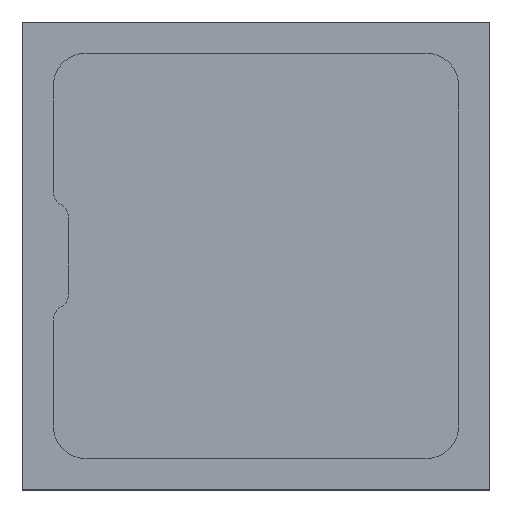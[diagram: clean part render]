
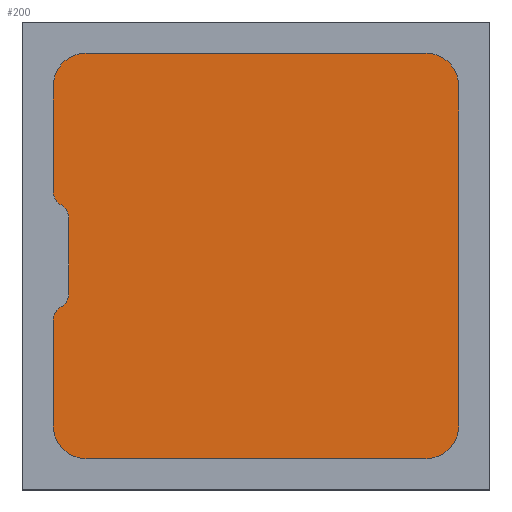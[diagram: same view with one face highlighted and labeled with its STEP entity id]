
A CAD part, top view. The second image highlights one B-rep face of the part: STEP entity #200.
In plain terms, the highlighted planar face has unit normal (0, 0, 1).
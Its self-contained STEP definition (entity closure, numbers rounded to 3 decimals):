
#3 = DIRECTION ( 'NONE',  ( 1., 0., 0. ) ) ;
#6 = DIRECTION ( 'NONE',  ( 1., 0., 0. ) ) ;
#18 = DIRECTION ( 'NONE',  ( 0., 1., 0. ) ) ;
#21 = CARTESIAN_POINT ( 'NONE',  ( -1.3, -0.413, 0.05 ) ) ;
#23 = EDGE_CURVE ( 'NONE', #864, #1442, #329, .T. ) ;
#48 = CIRCLE ( 'NONE', #1790, 0.21 ) ;
#54 = ORIENTED_EDGE ( 'NONE', *, *, #1320, .T. ) ;
#98 = AXIS2_PLACEMENT_3D ( 'NONE', #1328, #875, #1180 ) ;
#118 = VERTEX_POINT ( 'NONE', #1464 ) ;
#130 = CARTESIAN_POINT ( 'NONE',  ( -1.3, 0.413, 0.05 ) ) ;
#135 = CARTESIAN_POINT ( 'NONE',  ( 1.09, 1.09, 0.05 ) ) ;
#169 = CARTESIAN_POINT ( 'NONE',  ( -1.3, -0.24, 0.05 ) ) ;
#170 = EDGE_CURVE ( 'NONE', #118, #1867, #48, .T. ) ;
#177 = VECTOR ( 'NONE', #843, 1000. ) ;
#186 = DIRECTION ( 'NONE',  ( 0., -1., 0. ) ) ;
#194 = CARTESIAN_POINT ( 'NONE',  ( 1.3, 1.09, 0.05 ) ) ;
#196 = CARTESIAN_POINT ( 'NONE',  ( 1.3, -1.09, 0.05 ) ) ;
#199 = LINE ( 'NONE', #1114, #1157 ) ;
#200 = ADVANCED_FACE ( 'NONE', ( #688 ), #908, .F. ) ;
#242 = VECTOR ( 'NONE', #18, 1000. ) ;
#250 = CIRCLE ( 'NONE', #824, 0.21 ) ;
#252 = CARTESIAN_POINT ( 'NONE',  ( 1.09, 1.3, 0.05 ) ) ;
#296 = LINE ( 'NONE', #387, #177 ) ;
#306 = CARTESIAN_POINT ( 'NONE',  ( -1.3, 1.09, 0.05 ) ) ;
#329 = CIRCLE ( 'NONE', #666, 0.1 ) ;
#335 = CIRCLE ( 'NONE', #1468, 0.1 ) ;
#345 = EDGE_CURVE ( 'NONE', #1920, #692, #1572, .T. ) ;
#387 = CARTESIAN_POINT ( 'NONE',  ( -1.09, 1.3, 0.05 ) ) ;
#390 = CARTESIAN_POINT ( 'NONE',  ( 1.09, 1.09, 0.05 ) ) ;
#420 = CIRCLE ( 'NONE', #1322, 0.21 ) ;
#450 = DIRECTION ( 'NONE',  ( 0., 0., 1. ) ) ;
#480 = VERTEX_POINT ( 'NONE', #196 ) ;
#521 = LINE ( 'NONE', #21, #883 ) ;
#533 = ORIENTED_EDGE ( 'NONE', *, *, #1860, .T. ) ;
#537 = CARTESIAN_POINT ( 'NONE',  ( -1.3, 1.09, 0.05 ) ) ;
#574 = CARTESIAN_POINT ( 'NONE',  ( -1.3, 0.24, 0.05 ) ) ;
#577 = DIRECTION ( 'NONE',  ( 0., 0., 1. ) ) ;
#579 = CARTESIAN_POINT ( 'NONE',  ( -1.2, 0.413, 0.05 ) ) ;
#584 = DIRECTION ( 'NONE',  ( 0., 0., -1. ) ) ;
#585 = ORIENTED_EDGE ( 'NONE', *, *, #1029, .T. ) ;
#591 = CARTESIAN_POINT ( 'NONE',  ( -1.09, -1.3, 0.05 ) ) ;
#601 = ORIENTED_EDGE ( 'NONE', *, *, #23, .T. ) ;
#613 = CARTESIAN_POINT ( 'NONE',  ( -1.2, -0.413, 0.05 ) ) ;
#616 = ORIENTED_EDGE ( 'NONE', *, *, #993, .T. ) ;
#620 = CIRCLE ( 'NONE', #98, 0.21 ) ;
#641 = CARTESIAN_POINT ( 'NONE',  ( -1.2, 0.24, 0.05 ) ) ;
#666 = AXIS2_PLACEMENT_3D ( 'NONE', #574, #584, #897 ) ;
#688 = FACE_OUTER_BOUND ( 'NONE', #1402, .T. ) ;
#692 = VERTEX_POINT ( 'NONE', #714 ) ;
#695 = ORIENTED_EDGE ( 'NONE', *, *, #1773, .T. ) ;
#714 = CARTESIAN_POINT ( 'NONE',  ( 1.09, -1.3, 0.05 ) ) ;
#769 = CIRCLE ( 'NONE', #1108, 0.1 ) ;
#794 = CIRCLE ( 'NONE', #1031, 0.1 ) ;
#817 = ORIENTED_EDGE ( 'NONE', *, *, #1987, .T. ) ;
#818 = VERTEX_POINT ( 'NONE', #1183 ) ;
#824 = AXIS2_PLACEMENT_3D ( 'NONE', #1769, #577, #1615 ) ;
#843 = DIRECTION ( 'NONE',  ( -1., 0., 0. ) ) ;
#854 = VECTOR ( 'NONE', #1288, 1000. ) ;
#864 = VERTEX_POINT ( 'NONE', #1497 ) ;
#875 = DIRECTION ( 'NONE',  ( 0., 0., 1. ) ) ;
#883 = VECTOR ( 'NONE', #186, 1000. ) ;
#892 = DIRECTION ( 'NONE',  ( -1., 0., 0. ) ) ;
#896 = DIRECTION ( 'NONE',  ( -1., 0., 0. ) ) ;
#897 = DIRECTION ( 'NONE',  ( 1., 0., 0. ) ) ;
#908 = PLANE ( 'NONE',  #1271 ) ;
#937 = DIRECTION ( 'NONE',  ( -1., 0., 0. ) ) ;
#948 = DIRECTION ( 'NONE',  ( 0., -1., 0. ) ) ;
#976 = ORIENTED_EDGE ( 'NONE', *, *, #1564, .T. ) ;
#993 = EDGE_CURVE ( 'NONE', #1749, #1034, #794, .T. ) ;
#1029 = EDGE_CURVE ( 'NONE', #1892, #818, #521, .T. ) ;
#1031 = AXIS2_PLACEMENT_3D ( 'NONE', #169, #1407, #937 ) ;
#1034 = VERTEX_POINT ( 'NONE', #1683 ) ;
#1087 = ORIENTED_EDGE ( 'NONE', *, *, #1607, .T. ) ;
#1108 = AXIS2_PLACEMENT_3D ( 'NONE', #579, #1186, #896 ) ;
#1114 = CARTESIAN_POINT ( 'NONE',  ( -1.2, 0.24, 0.05 ) ) ;
#1157 = VECTOR ( 'NONE', #948, 1000. ) ;
#1172 = CARTESIAN_POINT ( 'NONE',  ( -1.3, -0.413, 0.05 ) ) ;
#1180 = DIRECTION ( 'NONE',  ( 1., 0., 0. ) ) ;
#1183 = CARTESIAN_POINT ( 'NONE',  ( -1.3, -1.09, 0.05 ) ) ;
#1186 = DIRECTION ( 'NONE',  ( 0., 0., 1. ) ) ;
#1193 = EDGE_CURVE ( 'NONE', #1922, #864, #769, .T. ) ;
#1220 = DIRECTION ( 'NONE',  ( -1., 0., 0. ) ) ;
#1271 = AXIS2_PLACEMENT_3D ( 'NONE', #135, #1348, #1220 ) ;
#1285 = ORIENTED_EDGE ( 'NONE', *, *, #1193, .T. ) ;
#1286 = VECTOR ( 'NONE', #6, 1000. ) ;
#1288 = DIRECTION ( 'NONE',  ( 0., -1., 0. ) ) ;
#1320 = EDGE_CURVE ( 'NONE', #818, #1920, #420, .T. ) ;
#1322 = AXIS2_PLACEMENT_3D ( 'NONE', #1686, #1975, #3 ) ;
#1328 = CARTESIAN_POINT ( 'NONE',  ( 1.09, -1.09, 0.05 ) ) ;
#1348 = DIRECTION ( 'NONE',  ( 0., 0., -1. ) ) ;
#1368 = CARTESIAN_POINT ( 'NONE',  ( -1.09, 1.3, 0.05 ) ) ;
#1371 = ORIENTED_EDGE ( 'NONE', *, *, #1630, .T. ) ;
#1402 = EDGE_LOOP ( 'NONE', ( #1726, #1619, #533, #1371, #1285, #601, #1087, #616, #817, #585, #54, #1857, #695, #976 ) ) ;
#1407 = DIRECTION ( 'NONE',  ( 0., 0., -1. ) ) ;
#1442 = VERTEX_POINT ( 'NONE', #641 ) ;
#1462 = CARTESIAN_POINT ( 'NONE',  ( -1.2, -0.24, 0.05 ) ) ;
#1464 = CARTESIAN_POINT ( 'NONE',  ( 1.3, 1.09, 0.05 ) ) ;
#1468 = AXIS2_PLACEMENT_3D ( 'NONE', #613, #450, #1648 ) ;
#1497 = CARTESIAN_POINT ( 'NONE',  ( -1.25, 0.327, 0.05 ) ) ;
#1520 = LINE ( 'NONE', #537, #854 ) ;
#1564 = EDGE_CURVE ( 'NONE', #480, #118, #1852, .T. ) ;
#1572 = LINE ( 'NONE', #1820, #1286 ) ;
#1607 = EDGE_CURVE ( 'NONE', #1442, #1749, #199, .T. ) ;
#1615 = DIRECTION ( 'NONE',  ( 1., 0., 0. ) ) ;
#1619 = ORIENTED_EDGE ( 'NONE', *, *, #1723, .T. ) ;
#1630 = EDGE_CURVE ( 'NONE', #1964, #1922, #1520, .T. ) ;
#1648 = DIRECTION ( 'NONE',  ( 1., 0., 0. ) ) ;
#1683 = CARTESIAN_POINT ( 'NONE',  ( -1.25, -0.327, 0.05 ) ) ;
#1686 = CARTESIAN_POINT ( 'NONE',  ( -1.09, -1.09, 0.05 ) ) ;
#1723 = EDGE_CURVE ( 'NONE', #1867, #1979, #296, .T. ) ;
#1726 = ORIENTED_EDGE ( 'NONE', *, *, #170, .T. ) ;
#1749 = VERTEX_POINT ( 'NONE', #1462 ) ;
#1769 = CARTESIAN_POINT ( 'NONE',  ( -1.09, 1.09, 0.05 ) ) ;
#1773 = EDGE_CURVE ( 'NONE', #692, #480, #620, .T. ) ;
#1790 = AXIS2_PLACEMENT_3D ( 'NONE', #390, #1967, #892 ) ;
#1820 = CARTESIAN_POINT ( 'NONE',  ( -1.09, -1.3, 0.05 ) ) ;
#1852 = LINE ( 'NONE', #194, #242 ) ;
#1857 = ORIENTED_EDGE ( 'NONE', *, *, #345, .T. ) ;
#1860 = EDGE_CURVE ( 'NONE', #1979, #1964, #250, .T. ) ;
#1867 = VERTEX_POINT ( 'NONE', #252 ) ;
#1892 = VERTEX_POINT ( 'NONE', #1172 ) ;
#1920 = VERTEX_POINT ( 'NONE', #591 ) ;
#1922 = VERTEX_POINT ( 'NONE', #130 ) ;
#1964 = VERTEX_POINT ( 'NONE', #306 ) ;
#1967 = DIRECTION ( 'NONE',  ( 0., 0., 1. ) ) ;
#1975 = DIRECTION ( 'NONE',  ( 0., 0., 1. ) ) ;
#1979 = VERTEX_POINT ( 'NONE', #1368 ) ;
#1987 = EDGE_CURVE ( 'NONE', #1034, #1892, #335, .T. ) ;
